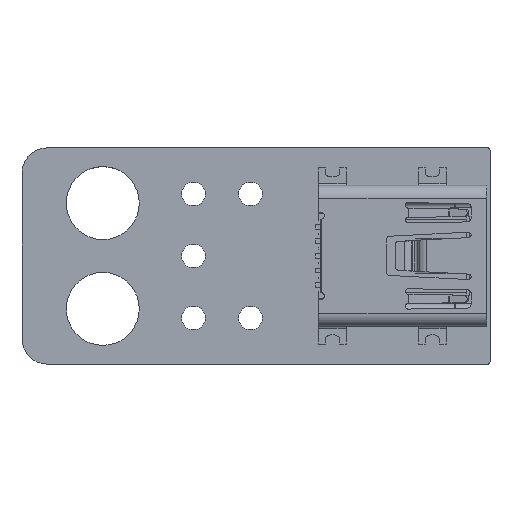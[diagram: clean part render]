
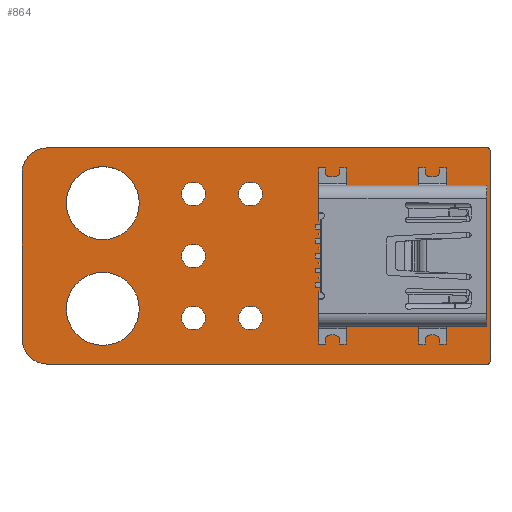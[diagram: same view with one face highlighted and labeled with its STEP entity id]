
A CAD part, top view. The second image highlights one B-rep face of the part: STEP entity #864.
In plain terms, the highlighted planar face has unit normal (0, 0, 1).
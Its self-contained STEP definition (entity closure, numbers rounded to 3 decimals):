
#39 = VERTEX_POINT('',#40);
#40 = CARTESIAN_POINT('',(-10.127,-0.16,0.));
#46 = EDGE_CURVE('',#39,#47,#49,.T.);
#47 = VERTEX_POINT('',#48);
#48 = CARTESIAN_POINT('',(-10.127,8.9,0.));
#49 = LINE('',#50,#51);
#50 = CARTESIAN_POINT('',(-10.127,-0.16,0.));
#51 = VECTOR('',#52,1.);
#52 = DIRECTION('',(0.,1.,0.));
#77 = EDGE_CURVE('',#47,#78,#80,.T.);
#78 = VERTEX_POINT('',#79);
#79 = CARTESIAN_POINT('',(-10.126,8.915,0.));
#80 = CIRCLE('',#81,0.053);
#81 = AXIS2_PLACEMENT_3D('',#82,#83,#84);
#82 = CARTESIAN_POINT('',(-10.074,8.904,0.));
#83 = DIRECTION('',(0.,0.,-1.));
#84 = DIRECTION('',(-0.997,-0.075,0.));
#110 = EDGE_CURVE('',#78,#111,#113,.T.);
#111 = VERTEX_POINT('',#112);
#112 = CARTESIAN_POINT('',(-10.127,8.93,0.));
#113 = CIRCLE('',#114,0.061);
#114 = AXIS2_PLACEMENT_3D('',#115,#116,#117);
#115 = CARTESIAN_POINT('',(-10.066,8.927,0.));
#116 = DIRECTION('',(0.,0.,-1.));
#117 = DIRECTION('',(-0.982,-0.19,0.));
#143 = EDGE_CURVE('',#111,#144,#146,.T.);
#144 = VERTEX_POINT('',#145);
#145 = CARTESIAN_POINT('',(-8.73,10.327,0.));
#146 = CIRCLE('',#147,1.396);
#147 = AXIS2_PLACEMENT_3D('',#148,#149,#150);
#148 = CARTESIAN_POINT('',(-8.731,8.931,0.));
#149 = DIRECTION('',(0.,0.,-1.));
#150 = DIRECTION('',(-1.,0.,0.));
#176 = EDGE_CURVE('',#144,#177,#179,.T.);
#177 = VERTEX_POINT('',#178);
#178 = CARTESIAN_POINT('',(-8.715,10.326,0.));
#179 = CIRCLE('',#180,0.053);
#180 = AXIS2_PLACEMENT_3D('',#181,#182,#183);
#181 = CARTESIAN_POINT('',(-8.726,10.274,0.));
#182 = DIRECTION('',(0.,0.,-1.));
#183 = DIRECTION('',(-0.075,0.997,0.));
#209 = EDGE_CURVE('',#177,#210,#212,.T.);
#210 = VERTEX_POINT('',#211);
#211 = CARTESIAN_POINT('',(-8.7,10.327,0.));
#212 = CIRCLE('',#213,0.061);
#213 = AXIS2_PLACEMENT_3D('',#214,#215,#216);
#214 = CARTESIAN_POINT('',(-8.703,10.266,0.));
#215 = DIRECTION('',(0.,0.,-1.));
#216 = DIRECTION('',(-0.19,0.982,0.));
#242 = EDGE_CURVE('',#210,#243,#245,.T.);
#243 = VERTEX_POINT('',#244);
#244 = CARTESIAN_POINT('',(15.4,10.327,0.));
#245 = LINE('',#246,#247);
#246 = CARTESIAN_POINT('',(-8.7,10.327,0.));
#247 = VECTOR('',#248,1.);
#248 = DIRECTION('',(1.,0.,0.));
#273 = EDGE_CURVE('',#243,#274,#276,.T.);
#274 = VERTEX_POINT('',#275);
#275 = CARTESIAN_POINT('',(15.527,10.2,0.));
#276 = CIRCLE('',#277,0.126);
#277 = AXIS2_PLACEMENT_3D('',#278,#279,#280);
#278 = CARTESIAN_POINT('',(15.401,10.201,0.));
#279 = DIRECTION('',(0.,0.,-1.));
#280 = DIRECTION('',(-0.005,1.,0.));
#306 = EDGE_CURVE('',#274,#307,#309,.T.);
#307 = VERTEX_POINT('',#308);
#308 = CARTESIAN_POINT('',(15.527,-1.4,0.));
#309 = LINE('',#310,#311);
#310 = CARTESIAN_POINT('',(15.527,10.2,0.));
#311 = VECTOR('',#312,1.);
#312 = DIRECTION('',(0.,-1.,0.));
#337 = EDGE_CURVE('',#307,#338,#340,.T.);
#338 = VERTEX_POINT('',#339);
#339 = CARTESIAN_POINT('',(15.4,-1.527,0.));
#340 = CIRCLE('',#341,0.126);
#341 = AXIS2_PLACEMENT_3D('',#342,#343,#344);
#342 = CARTESIAN_POINT('',(15.401,-1.401,0.));
#343 = DIRECTION('',(0.,0.,-1.));
#344 = DIRECTION('',(1.,0.005,0.));
#370 = EDGE_CURVE('',#338,#371,#373,.T.);
#371 = VERTEX_POINT('',#372);
#372 = CARTESIAN_POINT('',(-8.7,-1.527,0.));
#373 = LINE('',#374,#375);
#374 = CARTESIAN_POINT('',(15.4,-1.527,0.));
#375 = VECTOR('',#376,1.);
#376 = DIRECTION('',(-1.,0.,0.));
#401 = EDGE_CURVE('',#371,#402,#404,.T.);
#402 = VERTEX_POINT('',#403);
#403 = CARTESIAN_POINT('',(-8.715,-1.526,0.));
#404 = CIRCLE('',#405,0.053);
#405 = AXIS2_PLACEMENT_3D('',#406,#407,#408);
#406 = CARTESIAN_POINT('',(-8.704,-1.474,0.));
#407 = DIRECTION('',(0.,0.,-1.));
#408 = DIRECTION('',(0.075,-0.997,0.));
#434 = EDGE_CURVE('',#402,#435,#437,.T.);
#435 = VERTEX_POINT('',#436);
#436 = CARTESIAN_POINT('',(-8.73,-1.527,0.));
#437 = CIRCLE('',#438,0.053);
#438 = AXIS2_PLACEMENT_3D('',#439,#440,#441);
#439 = CARTESIAN_POINT('',(-8.726,-1.474,0.));
#440 = DIRECTION('',(0.,0.,-1.));
#441 = DIRECTION('',(0.207,-0.978,0.));
#467 = EDGE_CURVE('',#435,#468,#470,.T.);
#468 = VERTEX_POINT('',#469);
#469 = CARTESIAN_POINT('',(-10.127,-0.174,0.));
#470 = CIRCLE('',#471,1.397);
#471 = AXIS2_PLACEMENT_3D('',#472,#473,#474);
#472 = CARTESIAN_POINT('',(-8.73,-0.13,0.));
#473 = DIRECTION('',(0.,0.,-1.));
#474 = DIRECTION('',(0.,-1.,0.));
#500 = EDGE_CURVE('',#468,#39,#501,.T.);
#501 = LINE('',#502,#503);
#502 = CARTESIAN_POINT('',(-10.127,-0.174,0.));
#503 = VECTOR('',#504,1.);
#504 = DIRECTION('',(0.,1.,0.));
#524 = VERTEX_POINT('',#525);
#525 = CARTESIAN_POINT('',(-3.7,1.5,0.));
#531 = EDGE_CURVE('',#524,#524,#532,.T.);
#532 = CIRCLE('',#533,2.);
#533 = AXIS2_PLACEMENT_3D('',#534,#535,#536);
#534 = CARTESIAN_POINT('',(-5.7,1.5,0.));
#535 = DIRECTION('',(0.,0.,1.));
#536 = DIRECTION('',(1.,0.,0.));
#557 = VERTEX_POINT('',#558);
#558 = CARTESIAN_POINT('',(-0.08,1.,0.));
#564 = EDGE_CURVE('',#557,#557,#565,.T.);
#565 = CIRCLE('',#566,0.65);
#566 = AXIS2_PLACEMENT_3D('',#567,#568,#569);
#567 = CARTESIAN_POINT('',(-0.73,1.,0.));
#568 = DIRECTION('',(0.,0.,1.));
#569 = DIRECTION('',(1.,0.,0.));
#590 = VERTEX_POINT('',#591);
#591 = CARTESIAN_POINT('',(-3.7,7.3,0.));
#597 = EDGE_CURVE('',#590,#590,#598,.T.);
#598 = CIRCLE('',#599,2.);
#599 = AXIS2_PLACEMENT_3D('',#600,#601,#602);
#600 = CARTESIAN_POINT('',(-5.7,7.3,0.));
#601 = DIRECTION('',(0.,0.,1.));
#602 = DIRECTION('',(1.,0.,0.));
#623 = VERTEX_POINT('',#624);
#624 = CARTESIAN_POINT('',(-0.08,4.4,0.));
#630 = EDGE_CURVE('',#623,#623,#631,.T.);
#631 = CIRCLE('',#632,0.65);
#632 = AXIS2_PLACEMENT_3D('',#633,#634,#635);
#633 = CARTESIAN_POINT('',(-0.73,4.4,0.));
#634 = DIRECTION('',(0.,0.,1.));
#635 = DIRECTION('',(1.,0.,0.));
#656 = VERTEX_POINT('',#657);
#657 = CARTESIAN_POINT('',(3.05,1.,0.));
#663 = EDGE_CURVE('',#656,#656,#664,.T.);
#664 = CIRCLE('',#665,0.65);
#665 = AXIS2_PLACEMENT_3D('',#666,#667,#668);
#666 = CARTESIAN_POINT('',(2.4,1.,0.));
#667 = DIRECTION('',(0.,0.,1.));
#668 = DIRECTION('',(1.,0.,0.));
#689 = VERTEX_POINT('',#690);
#690 = CARTESIAN_POINT('',(9.85,2.2,0.));
#696 = EDGE_CURVE('',#689,#689,#697,.T.);
#697 = CIRCLE('',#698,0.45);
#698 = AXIS2_PLACEMENT_3D('',#699,#700,#701);
#699 = CARTESIAN_POINT('',(9.4,2.2,0.));
#700 = DIRECTION('',(0.,0.,1.));
#701 = DIRECTION('',(1.,0.,0.));
#722 = VERTEX_POINT('',#723);
#723 = CARTESIAN_POINT('',(-0.08,7.8,0.));
#729 = EDGE_CURVE('',#722,#722,#730,.T.);
#730 = CIRCLE('',#731,0.65);
#731 = AXIS2_PLACEMENT_3D('',#732,#733,#734);
#732 = CARTESIAN_POINT('',(-0.73,7.8,0.));
#733 = DIRECTION('',(0.,0.,1.));
#734 = DIRECTION('',(1.,0.,0.));
#755 = VERTEX_POINT('',#756);
#756 = CARTESIAN_POINT('',(9.85,6.6,0.));
#762 = EDGE_CURVE('',#755,#755,#763,.T.);
#763 = CIRCLE('',#764,0.45);
#764 = AXIS2_PLACEMENT_3D('',#765,#766,#767);
#765 = CARTESIAN_POINT('',(9.4,6.6,0.));
#766 = DIRECTION('',(0.,0.,1.));
#767 = DIRECTION('',(1.,0.,0.));
#788 = VERTEX_POINT('',#789);
#789 = CARTESIAN_POINT('',(3.05,7.8,0.));
#795 = EDGE_CURVE('',#788,#788,#796,.T.);
#796 = CIRCLE('',#797,0.65);
#797 = AXIS2_PLACEMENT_3D('',#798,#799,#800);
#798 = CARTESIAN_POINT('',(2.4,7.8,0.));
#799 = DIRECTION('',(0.,0.,1.));
#800 = DIRECTION('',(1.,0.,0.));
#864 = ADVANCED_FACE('',(#865,#882,#885,#888,#891,#894,#897,#900,#903,
    #906),#909,.F.);
#865 = FACE_BOUND('',#866,.F.);
#866 = EDGE_LOOP('',(#867,#868,#869,#870,#871,#872,#873,#874,#875,#876,
    #877,#878,#879,#880,#881));
#867 = ORIENTED_EDGE('',*,*,#46,.T.);
#868 = ORIENTED_EDGE('',*,*,#77,.T.);
#869 = ORIENTED_EDGE('',*,*,#110,.T.);
#870 = ORIENTED_EDGE('',*,*,#143,.T.);
#871 = ORIENTED_EDGE('',*,*,#176,.T.);
#872 = ORIENTED_EDGE('',*,*,#209,.T.);
#873 = ORIENTED_EDGE('',*,*,#242,.T.);
#874 = ORIENTED_EDGE('',*,*,#273,.T.);
#875 = ORIENTED_EDGE('',*,*,#306,.T.);
#876 = ORIENTED_EDGE('',*,*,#337,.T.);
#877 = ORIENTED_EDGE('',*,*,#370,.T.);
#878 = ORIENTED_EDGE('',*,*,#401,.T.);
#879 = ORIENTED_EDGE('',*,*,#434,.T.);
#880 = ORIENTED_EDGE('',*,*,#467,.T.);
#881 = ORIENTED_EDGE('',*,*,#500,.T.);
#882 = FACE_BOUND('',#883,.F.);
#883 = EDGE_LOOP('',(#884));
#884 = ORIENTED_EDGE('',*,*,#531,.T.);
#885 = FACE_BOUND('',#886,.F.);
#886 = EDGE_LOOP('',(#887));
#887 = ORIENTED_EDGE('',*,*,#564,.T.);
#888 = FACE_BOUND('',#889,.F.);
#889 = EDGE_LOOP('',(#890));
#890 = ORIENTED_EDGE('',*,*,#597,.T.);
#891 = FACE_BOUND('',#892,.F.);
#892 = EDGE_LOOP('',(#893));
#893 = ORIENTED_EDGE('',*,*,#630,.T.);
#894 = FACE_BOUND('',#895,.F.);
#895 = EDGE_LOOP('',(#896));
#896 = ORIENTED_EDGE('',*,*,#663,.T.);
#897 = FACE_BOUND('',#898,.F.);
#898 = EDGE_LOOP('',(#899));
#899 = ORIENTED_EDGE('',*,*,#696,.T.);
#900 = FACE_BOUND('',#901,.F.);
#901 = EDGE_LOOP('',(#902));
#902 = ORIENTED_EDGE('',*,*,#729,.T.);
#903 = FACE_BOUND('',#904,.F.);
#904 = EDGE_LOOP('',(#905));
#905 = ORIENTED_EDGE('',*,*,#762,.T.);
#906 = FACE_BOUND('',#907,.F.);
#907 = EDGE_LOOP('',(#908));
#908 = ORIENTED_EDGE('',*,*,#795,.T.);
#909 = PLANE('',#910);
#910 = AXIS2_PLACEMENT_3D('',#911,#912,#913);
#911 = CARTESIAN_POINT('',(-10.127,-0.16,0.));
#912 = DIRECTION('',(0.,0.,-1.));
#913 = DIRECTION('',(-1.,0.,0.));
